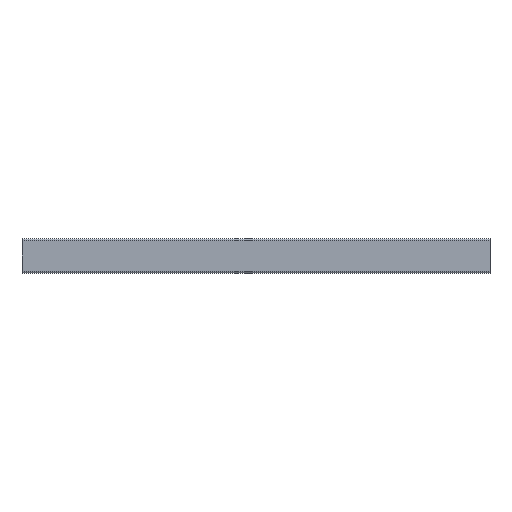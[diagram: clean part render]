
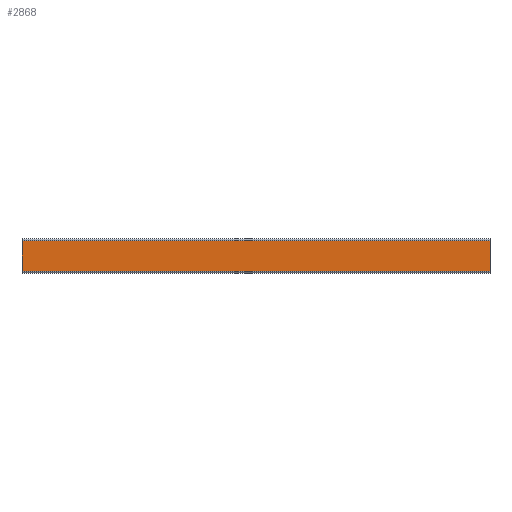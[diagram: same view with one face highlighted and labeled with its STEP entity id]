
A CAD part, front view. The second image highlights one B-rep face of the part: STEP entity #2868.
In plain terms, the highlighted planar face has unit normal (0, -1, 0).
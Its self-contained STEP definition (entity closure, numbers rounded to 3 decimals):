
#98=PLANE('',#3133);
#237=FACE_OUTER_BOUND('',#380,.T.);
#380=EDGE_LOOP('',(#2348,#2349,#2350,#2351));
#675=LINE('',#4776,#970);
#676=LINE('',#4779,#971);
#677=LINE('',#4781,#972);
#678=LINE('',#4782,#973);
#970=VECTOR('',#3926,1.);
#971=VECTOR('',#3929,1.);
#972=VECTOR('',#3930,1.);
#973=VECTOR('',#3931,1.);
#1383=VERTEX_POINT('',#4772);
#1384=VERTEX_POINT('',#4774);
#1385=VERTEX_POINT('',#4778);
#1386=VERTEX_POINT('',#4780);
#1795=EDGE_CURVE('',#1383,#1384,#675,.T.);
#1796=EDGE_CURVE('',#1383,#1385,#676,.T.);
#1797=EDGE_CURVE('',#1386,#1384,#677,.T.);
#1798=EDGE_CURVE('',#1385,#1386,#678,.T.);
#2348=ORIENTED_EDGE('',*,*,#1796,.F.);
#2349=ORIENTED_EDGE('',*,*,#1795,.T.);
#2350=ORIENTED_EDGE('',*,*,#1797,.F.);
#2351=ORIENTED_EDGE('',*,*,#1798,.F.);
#2868=ADVANCED_FACE('',(#237),#98,.T.);
#3133=AXIS2_PLACEMENT_3D('',#4777,#3927,#3928);
#3926=DIRECTION('',(1.,0.,0.));
#3927=DIRECTION('center_axis',(0.,-1.,0.));
#3928=DIRECTION('ref_axis',(0.,0.,-1.));
#3929=DIRECTION('',(0.,0.,1.));
#3930=DIRECTION('',(0.,0.,-1.));
#3931=DIRECTION('',(1.,0.,0.));
#4772=CARTESIAN_POINT('',(0.,0.,2.5));
#4774=CARTESIAN_POINT('',(609.6,0.,2.5));
#4776=CARTESIAN_POINT('',(0.,0.,2.5));
#4777=CARTESIAN_POINT('Origin',(0.,0.,42.5));
#4778=CARTESIAN_POINT('',(0.,0.,42.5));
#4779=CARTESIAN_POINT('',(0.,0.,2.5));
#4780=CARTESIAN_POINT('',(609.6,0.,42.5));
#4781=CARTESIAN_POINT('',(609.6,0.,2.5));
#4782=CARTESIAN_POINT('',(0.,0.,42.5));
